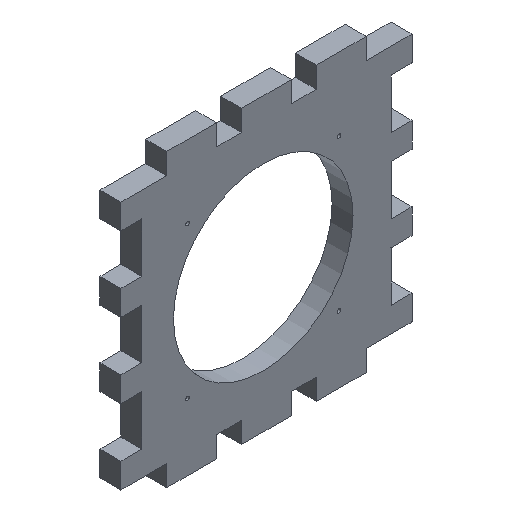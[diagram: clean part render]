
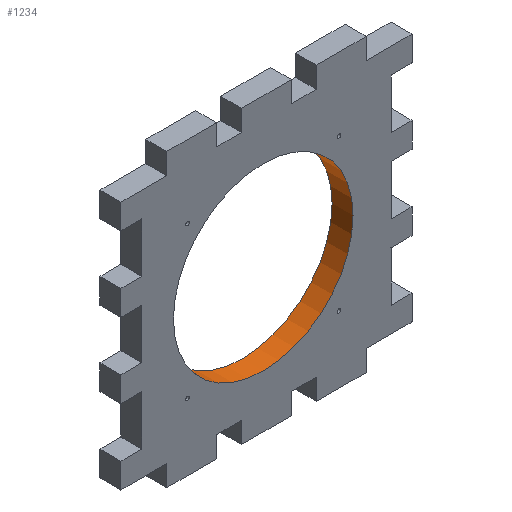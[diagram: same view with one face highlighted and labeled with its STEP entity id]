
A CAD part, isometric view. The second image highlights one B-rep face of the part: STEP entity #1234.
In plain terms, the highlighted cylindrical face has radius 77.1 mm (diameter 154.2 mm), a full revolution.
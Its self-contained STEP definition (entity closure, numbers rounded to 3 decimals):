
#82=FACE_OUTER_BOUND('',#141,.T.);
#141=EDGE_LOOP('',(#839,#840,#841,#842));
#210=LINE('',#1711,#371);
#371=VECTOR('',#1415,77.1);
#536=CIRCLE('',#1325,77.1);
#537=CIRCLE('',#1326,77.1);
#546=VERTEX_POINT('',#1708);
#547=VERTEX_POINT('',#1710);
#664=EDGE_CURVE('',#546,#546,#536,.T.);
#665=EDGE_CURVE('',#546,#547,#210,.T.);
#666=EDGE_CURVE('',#547,#547,#537,.T.);
#839=ORIENTED_EDGE('',*,*,#664,.F.);
#840=ORIENTED_EDGE('',*,*,#665,.T.);
#841=ORIENTED_EDGE('',*,*,#666,.F.);
#842=ORIENTED_EDGE('',*,*,#665,.F.);
#1169=CYLINDRICAL_SURFACE('',#1324,77.1);
#1234=ADVANCED_FACE('',(#82),#1169,.F.);
#1324=AXIS2_PLACEMENT_3D('',#1707,#1411,#1412);
#1325=AXIS2_PLACEMENT_3D('',#1709,#1413,#1414);
#1326=AXIS2_PLACEMENT_3D('',#1712,#1416,#1417);
#1411=DIRECTION('center_axis',(0.,-1.,0.));
#1412=DIRECTION('ref_axis',(1.,0.,0.));
#1413=DIRECTION('center_axis',(0.,-1.,0.));
#1414=DIRECTION('ref_axis',(1.,0.,0.));
#1415=DIRECTION('',(0.,-1.,0.));
#1416=DIRECTION('center_axis',(0.,1.,0.));
#1417=DIRECTION('ref_axis',(1.,0.,0.));
#1707=CARTESIAN_POINT('Origin',(0.,18.,0.));
#1708=CARTESIAN_POINT('',(-77.1,18.,0.));
#1709=CARTESIAN_POINT('Origin',(0.,18.,0.));
#1710=CARTESIAN_POINT('',(-77.1,0.,0.));
#1711=CARTESIAN_POINT('',(-77.1,18.,0.));
#1712=CARTESIAN_POINT('Origin',(0.,0.,0.));
